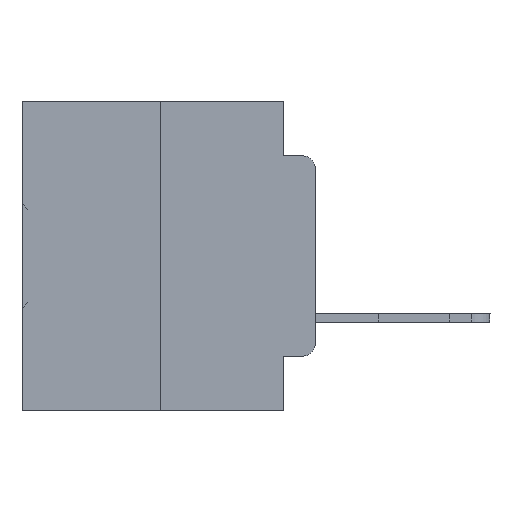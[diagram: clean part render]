
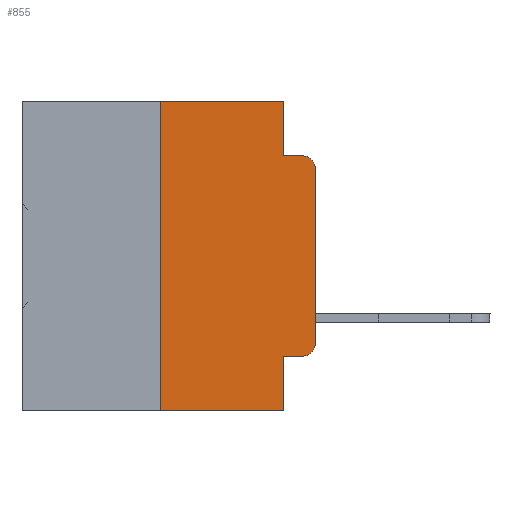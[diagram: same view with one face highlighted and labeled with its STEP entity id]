
A CAD part, left-side view. The second image highlights one B-rep face of the part: STEP entity #855.
In plain terms, the highlighted planar face has unit normal (-1, 0, 0).
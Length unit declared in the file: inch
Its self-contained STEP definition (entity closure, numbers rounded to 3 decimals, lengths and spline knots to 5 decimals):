
#173 = VERTEX_POINT ( 'NONE', #18608 ) ;
#855 = ADVANCED_FACE ( 'NONE', ( #32835 ), #33642, .F. ) ;
#1027 = VERTEX_POINT ( 'NONE', #1495 ) ;
#1266 = DIRECTION ( 'NONE',  ( 0., -1., 0. ) ) ;
#1495 = CARTESIAN_POINT ( 'NONE',  ( 0., 0., -0.3915 ) ) ;
#1562 = DIRECTION ( 'NONE',  ( 0., 0., -1. ) ) ;
#1795 = CARTESIAN_POINT ( 'NONE',  ( 0., 0.02, -0.4115 ) ) ;
#2176 = AXIS2_PLACEMENT_3D ( 'NONE', #3632, #34123, #14696 ) ;
#2529 = ORIENTED_EDGE ( 'NONE', *, *, #16360, .T. ) ;
#2677 = VERTEX_POINT ( 'NONE', #30327 ) ;
#3571 = VERTEX_POINT ( 'NONE', #24904 ) ;
#3632 = CARTESIAN_POINT ( 'NONE',  ( 0., 0.473, 0. ) ) ;
#3916 = LINE ( 'NONE', #12226, #25028 ) ;
#4035 = ORIENTED_EDGE ( 'NONE', *, *, #34987, .F. ) ;
#4901 = DIRECTION ( 'NONE',  ( 0., 0., -1. ) ) ;
#7489 = EDGE_CURVE ( 'NONE', #2677, #26985, #10755, .T. ) ;
#8462 = VERTEX_POINT ( 'NONE', #17286 ) ;
#8928 = VECTOR ( 'NONE', #21224, 39.37008 ) ;
#9560 = DIRECTION ( 'NONE',  ( 0., 0., -1. ) ) ;
#9835 = LINE ( 'NONE', #11950, #25715 ) ;
#10466 = CARTESIAN_POINT ( 'NONE',  ( 0., 0.051, 0. ) ) ;
#10755 = LINE ( 'NONE', #33406, #27512 ) ;
#11149 = CIRCLE ( 'NONE', #19519, 0.02 ) ;
#11157 = LINE ( 'NONE', #32801, #33574 ) ;
#11454 = LINE ( 'NONE', #10466, #27070 ) ;
#11950 = CARTESIAN_POINT ( 'NONE',  ( 0., 0.051, 0. ) ) ;
#12106 = DIRECTION ( 'NONE',  ( 0., 0., 1. ) ) ;
#12226 = CARTESIAN_POINT ( 'NONE',  ( 0., 0.473, 0. ) ) ;
#12329 = VECTOR ( 'NONE', #12106, 39.37008 ) ;
#12986 = DIRECTION ( 'NONE',  ( -1., 0., 0. ) ) ;
#14566 = DIRECTION ( 'NONE',  ( 0., 0., 1. ) ) ;
#14696 = DIRECTION ( 'NONE',  ( 0., 0., -1. ) ) ;
#16128 = CARTESIAN_POINT ( 'NONE',  ( 0., 0.051, -0.0885 ) ) ;
#16360 = EDGE_CURVE ( 'NONE', #3571, #26863, #17108, .T. ) ;
#16361 = VERTEX_POINT ( 'NONE', #23524 ) ;
#16419 = EDGE_CURVE ( 'NONE', #33907, #27076, #9835, .T. ) ;
#16745 = ORIENTED_EDGE ( 'NONE', *, *, #27030, .T. ) ;
#16964 = CARTESIAN_POINT ( 'NONE',  ( 0., 0.25, 0. ) ) ;
#17108 = LINE ( 'NONE', #31737, #8928 ) ;
#17247 = AXIS2_PLACEMENT_3D ( 'NONE', #24305, #12986, #24196 ) ;
#17286 = CARTESIAN_POINT ( 'NONE',  ( 0., 0.02, -0.0885 ) ) ;
#18374 = EDGE_CURVE ( 'NONE', #26985, #33907, #3916, .T. ) ;
#18608 = CARTESIAN_POINT ( 'NONE',  ( 0., 0.051, -0.5 ) ) ;
#19519 = AXIS2_PLACEMENT_3D ( 'NONE', #34818, #34941, #1562 ) ;
#20164 = DIRECTION ( 'NONE',  ( 0., -1., 0. ) ) ;
#20229 = ORIENTED_EDGE ( 'NONE', *, *, #30236, .T. ) ;
#21036 = EDGE_CURVE ( 'NONE', #1027, #16361, #33876, .T. ) ;
#21190 = LINE ( 'NONE', #31045, #29427 ) ;
#21224 = DIRECTION ( 'NONE',  ( 0., -1., 0. ) ) ;
#22771 = ORIENTED_EDGE ( 'NONE', *, *, #18374, .F. ) ;
#23049 = ORIENTED_EDGE ( 'NONE', *, *, #32000, .F. ) ;
#23524 = CARTESIAN_POINT ( 'NONE',  ( 0., 0., -0.1085 ) ) ;
#24196 = DIRECTION ( 'NONE',  ( 0., 0., -1. ) ) ;
#24305 = CARTESIAN_POINT ( 'NONE',  ( 0., 0.02, -0.3915 ) ) ;
#24491 = ORIENTED_EDGE ( 'NONE', *, *, #24968, .T. ) ;
#24904 = CARTESIAN_POINT ( 'NONE',  ( 0., 0.051, -0.4115 ) ) ;
#24968 = EDGE_CURVE ( 'NONE', #16361, #8462, #11149, .T. ) ;
#25028 = VECTOR ( 'NONE', #1266, 39.37008 ) ;
#25198 = ORIENTED_EDGE ( 'NONE', *, *, #16419, .F. ) ;
#25715 = VECTOR ( 'NONE', #9560, 39.37008 ) ;
#26863 = VERTEX_POINT ( 'NONE', #1795 ) ;
#26985 = VERTEX_POINT ( 'NONE', #16964 ) ;
#27030 = EDGE_CURVE ( 'NONE', #26863, #1027, #32573, .T. ) ;
#27070 = VECTOR ( 'NONE', #4901, 39.37008 ) ;
#27076 = VERTEX_POINT ( 'NONE', #16128 ) ;
#27512 = VECTOR ( 'NONE', #14566, 39.37008 ) ;
#27976 = ORIENTED_EDGE ( 'NONE', *, *, #7489, .F. ) ;
#29427 = VECTOR ( 'NONE', #20164, 39.37008 ) ;
#29850 = EDGE_LOOP ( 'NONE', ( #30559, #24491, #4035, #25198, #22771, #27976, #20229, #23049, #2529, #16745 ) ) ;
#30236 = EDGE_CURVE ( 'NONE', #2677, #173, #11157, .T. ) ;
#30327 = CARTESIAN_POINT ( 'NONE',  ( 0., 0.25, -0.5 ) ) ;
#30559 = ORIENTED_EDGE ( 'NONE', *, *, #21036, .T. ) ;
#31045 = CARTESIAN_POINT ( 'NONE',  ( 0., 0.051, -0.0885 ) ) ;
#31737 = CARTESIAN_POINT ( 'NONE',  ( 0., 0.051, -0.4115 ) ) ;
#32000 = EDGE_CURVE ( 'NONE', #3571, #173, #11454, .T. ) ;
#32573 = CIRCLE ( 'NONE', #17247, 0.02 ) ;
#32801 = CARTESIAN_POINT ( 'NONE',  ( 0., 0.473, -0.5 ) ) ;
#32835 = FACE_OUTER_BOUND ( 'NONE', #29850, .T. ) ;
#32900 = DIRECTION ( 'NONE',  ( 0., -1., 0. ) ) ;
#33406 = CARTESIAN_POINT ( 'NONE',  ( 0., 0.25, 0. ) ) ;
#33574 = VECTOR ( 'NONE', #32900, 39.37008 ) ;
#33642 = PLANE ( 'NONE',  #2176 ) ;
#33876 = LINE ( 'NONE', #34019, #12329 ) ;
#33907 = VERTEX_POINT ( 'NONE', #35242 ) ;
#34019 = CARTESIAN_POINT ( 'NONE',  ( 0., 0., 0. ) ) ;
#34123 = DIRECTION ( 'NONE',  ( 1., 0., 0. ) ) ;
#34818 = CARTESIAN_POINT ( 'NONE',  ( 0., 0.02, -0.1085 ) ) ;
#34941 = DIRECTION ( 'NONE',  ( -1., 0., 0. ) ) ;
#34987 = EDGE_CURVE ( 'NONE', #27076, #8462, #21190, .T. ) ;
#35242 = CARTESIAN_POINT ( 'NONE',  ( 0., 0.051, 0. ) ) ;
